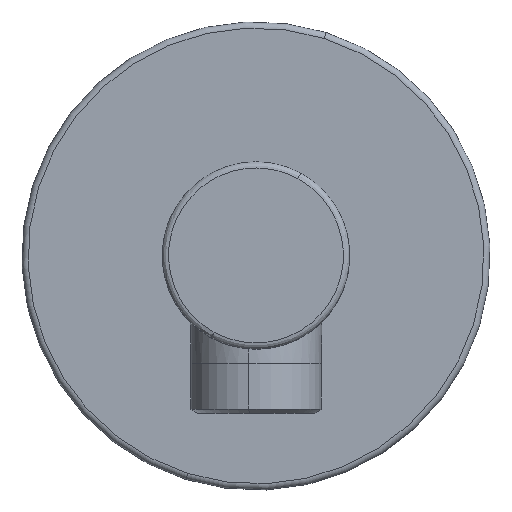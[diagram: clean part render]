
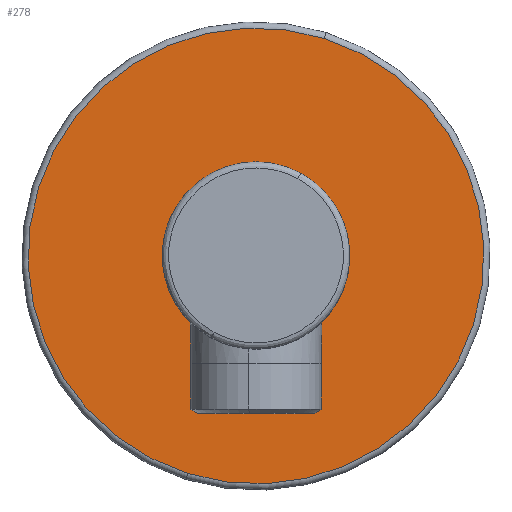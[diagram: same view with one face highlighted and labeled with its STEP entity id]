
A CAD part, top view. The second image highlights one B-rep face of the part: STEP entity #278.
In plain terms, the highlighted planar face has unit normal (0, 0, 1).
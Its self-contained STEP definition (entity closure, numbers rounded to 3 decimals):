
#45 = DIRECTION ( 'NONE',  ( 0.3, 0.954, 0. ) ) ;
#63 = EDGE_LOOP ( 'NONE', ( #626, #415 ) ) ;
#78 = VERTEX_POINT ( 'NONE', #303 ) ;
#112 = EDGE_LOOP ( 'NONE', ( #526, #604 ) ) ;
#124 = CIRCLE ( 'NONE', #351, 36.5 ) ;
#159 = DIRECTION ( 'NONE',  ( 0., -1., 0. ) ) ;
#191 = VERTEX_POINT ( 'NONE', #259 ) ;
#206 = CARTESIAN_POINT ( 'NONE',  ( 0., 0., 11.6 ) ) ;
#241 = CIRCLE ( 'NONE', #365, 15. ) ;
#246 = AXIS2_PLACEMENT_3D ( 'NONE', #593, #306, #595 ) ;
#259 = CARTESIAN_POINT ( 'NONE',  ( 10.944, 34.821, 11.6 ) ) ;
#269 = FACE_BOUND ( 'NONE', #112, .T. ) ;
#274 = EDGE_CURVE ( 'NONE', #690, #191, #610, .T. ) ;
#278 = ADVANCED_FACE ( 'NONE', ( #269, #404 ), #533, .T. ) ;
#294 = EDGE_CURVE ( 'NONE', #726, #78, #302, .T. ) ;
#300 = DIRECTION ( 'NONE',  ( 0., 0., 1. ) ) ;
#302 = CIRCLE ( 'NONE', #246, 15. ) ;
#303 = CARTESIAN_POINT ( 'NONE',  ( 0., -15., 11.6 ) ) ;
#306 = DIRECTION ( 'NONE',  ( 0., 0., 1. ) ) ;
#320 = EDGE_CURVE ( 'NONE', #191, #690, #124, .T. ) ;
#338 = CARTESIAN_POINT ( 'NONE',  ( 0., 15., 11.6 ) ) ;
#345 = EDGE_CURVE ( 'NONE', #78, #726, #241, .T. ) ;
#351 = AXIS2_PLACEMENT_3D ( 'NONE', #375, #556, #45 ) ;
#362 = DIRECTION ( 'NONE',  ( 0.3, 0.954, 0. ) ) ;
#365 = AXIS2_PLACEMENT_3D ( 'NONE', #206, #378, #159 ) ;
#375 = CARTESIAN_POINT ( 'NONE',  ( 0., 0., 11.6 ) ) ;
#378 = DIRECTION ( 'NONE',  ( 0., 0., 1. ) ) ;
#388 = AXIS2_PLACEMENT_3D ( 'NONE', #417, #300, #362 ) ;
#404 = FACE_OUTER_BOUND ( 'NONE', #63, .T. ) ;
#415 = ORIENTED_EDGE ( 'NONE', *, *, #274, .T. ) ;
#417 = CARTESIAN_POINT ( 'NONE',  ( 0., 0., 11.6 ) ) ;
#510 = DIRECTION ( 'NONE',  ( 0., 0., 1. ) ) ;
#526 = ORIENTED_EDGE ( 'NONE', *, *, #294, .F. ) ;
#533 = PLANE ( 'NONE',  #388 ) ;
#556 = DIRECTION ( 'NONE',  ( 0., 0., 1. ) ) ;
#557 = DIRECTION ( 'NONE',  ( 0.3, 0.954, 0. ) ) ;
#593 = CARTESIAN_POINT ( 'NONE',  ( 0., 0., 11.6 ) ) ;
#595 = DIRECTION ( 'NONE',  ( 0., -1., 0. ) ) ;
#604 = ORIENTED_EDGE ( 'NONE', *, *, #345, .F. ) ;
#610 = CIRCLE ( 'NONE', #675, 36.5 ) ;
#611 = CARTESIAN_POINT ( 'NONE',  ( 0., 0., 11.6 ) ) ;
#626 = ORIENTED_EDGE ( 'NONE', *, *, #320, .T. ) ;
#633 = CARTESIAN_POINT ( 'NONE',  ( -10.944, -34.821, 11.6 ) ) ;
#675 = AXIS2_PLACEMENT_3D ( 'NONE', #611, #510, #557 ) ;
#690 = VERTEX_POINT ( 'NONE', #633 ) ;
#726 = VERTEX_POINT ( 'NONE', #338 ) ;
